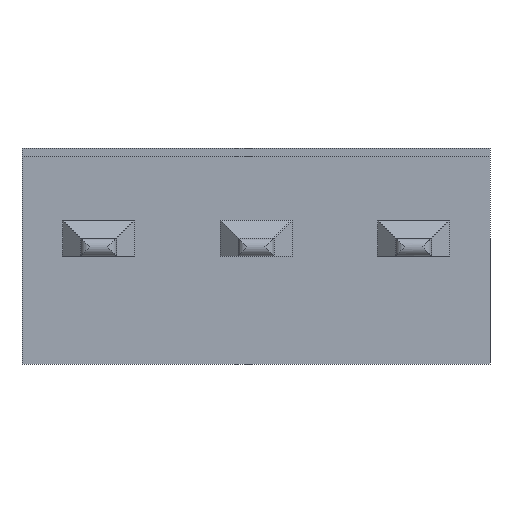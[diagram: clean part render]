
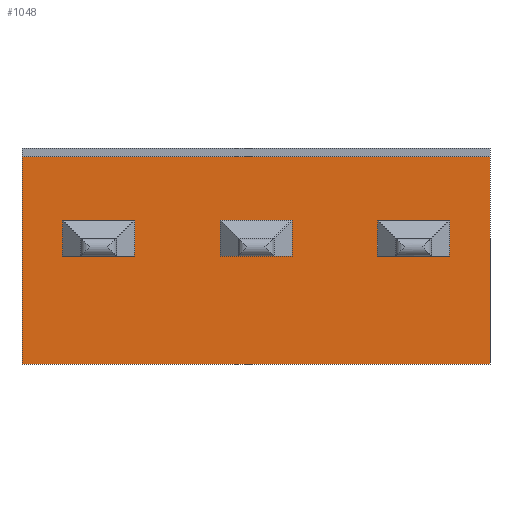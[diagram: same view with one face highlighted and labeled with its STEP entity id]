
A CAD part, front view. The second image highlights one B-rep face of the part: STEP entity #1048.
In plain terms, the highlighted planar face has unit normal (0, -1, 0).
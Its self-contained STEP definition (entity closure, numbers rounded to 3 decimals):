
#16=FACE_BOUND('',#182,.T.);
#17=FACE_BOUND('',#183,.T.);
#18=FACE_BOUND('',#184,.T.);
#62=PLANE('',#1144);
#121=FACE_OUTER_BOUND('',#181,.T.);
#181=EDGE_LOOP('',(#926,#927,#928,#929));
#182=EDGE_LOOP('',(#930,#931,#932,#933));
#183=EDGE_LOOP('',(#934,#935,#936,#937));
#184=EDGE_LOOP('',(#938,#939,#940,#941));
#201=LINE('',#1457,#331);
#214=LINE('',#1492,#344);
#227=LINE('',#1527,#357);
#254=LINE('',#1578,#384);
#257=LINE('',#1584,#387);
#260=LINE('',#1590,#390);
#266=LINE('',#1604,#396);
#267=LINE('',#1606,#397);
#268=LINE('',#1608,#398);
#269=LINE('',#1610,#399);
#270=LINE('',#1612,#400);
#271=LINE('',#1614,#401);
#303=LINE('',#1685,#433);
#310=LINE('',#1698,#440);
#311=LINE('',#1700,#441);
#312=LINE('',#1701,#442);
#331=VECTOR('',#1178,10.);
#344=VECTOR('',#1209,10.);
#357=VECTOR('',#1240,10.);
#384=VECTOR('',#1287,10.);
#387=VECTOR('',#1292,10.);
#390=VECTOR('',#1297,10.);
#396=VECTOR('',#1319,10.);
#397=VECTOR('',#1322,10.);
#398=VECTOR('',#1325,10.);
#399=VECTOR('',#1328,10.);
#400=VECTOR('',#1331,10.);
#401=VECTOR('',#1334,10.);
#433=VECTOR('',#1390,10.);
#440=VECTOR('',#1401,10.);
#441=VECTOR('',#1402,10.);
#442=VECTOR('',#1403,10.);
#474=VERTEX_POINT('',#1454);
#475=VERTEX_POINT('',#1456);
#487=VERTEX_POINT('',#1489);
#488=VERTEX_POINT('',#1491);
#500=VERTEX_POINT('',#1524);
#501=VERTEX_POINT('',#1526);
#514=VERTEX_POINT('',#1575);
#515=VERTEX_POINT('',#1577);
#516=VERTEX_POINT('',#1581);
#517=VERTEX_POINT('',#1583);
#518=VERTEX_POINT('',#1587);
#519=VERTEX_POINT('',#1589);
#545=VERTEX_POINT('',#1682);
#546=VERTEX_POINT('',#1684);
#550=VERTEX_POINT('',#1697);
#551=VERTEX_POINT('',#1699);
#567=EDGE_CURVE('',#475,#474,#201,.T.);
#584=EDGE_CURVE('',#488,#487,#214,.T.);
#601=EDGE_CURVE('',#501,#500,#227,.T.);
#628=EDGE_CURVE('',#515,#514,#254,.T.);
#631=EDGE_CURVE('',#517,#516,#257,.T.);
#634=EDGE_CURVE('',#519,#518,#260,.T.);
#640=EDGE_CURVE('',#474,#515,#266,.T.);
#641=EDGE_CURVE('',#514,#475,#267,.T.);
#642=EDGE_CURVE('',#487,#517,#268,.T.);
#643=EDGE_CURVE('',#516,#488,#269,.T.);
#644=EDGE_CURVE('',#500,#519,#270,.T.);
#645=EDGE_CURVE('',#518,#501,#271,.T.);
#679=EDGE_CURVE('',#546,#545,#303,.T.);
#686=EDGE_CURVE('',#545,#550,#310,.T.);
#687=EDGE_CURVE('',#551,#550,#311,.T.);
#688=EDGE_CURVE('',#546,#551,#312,.T.);
#926=ORIENTED_EDGE('',*,*,#679,.T.);
#927=ORIENTED_EDGE('',*,*,#686,.T.);
#928=ORIENTED_EDGE('',*,*,#687,.F.);
#929=ORIENTED_EDGE('',*,*,#688,.F.);
#930=ORIENTED_EDGE('',*,*,#641,.T.);
#931=ORIENTED_EDGE('',*,*,#567,.T.);
#932=ORIENTED_EDGE('',*,*,#640,.T.);
#933=ORIENTED_EDGE('',*,*,#628,.T.);
#934=ORIENTED_EDGE('',*,*,#643,.T.);
#935=ORIENTED_EDGE('',*,*,#584,.T.);
#936=ORIENTED_EDGE('',*,*,#642,.T.);
#937=ORIENTED_EDGE('',*,*,#631,.T.);
#938=ORIENTED_EDGE('',*,*,#645,.T.);
#939=ORIENTED_EDGE('',*,*,#601,.T.);
#940=ORIENTED_EDGE('',*,*,#644,.T.);
#941=ORIENTED_EDGE('',*,*,#634,.T.);
#1048=ADVANCED_FACE('',(#121,#16,#17,#18),#62,.T.);
#1144=AXIS2_PLACEMENT_3D('',#1696,#1399,#1400);
#1178=DIRECTION('',(-1.,0.,0.));
#1209=DIRECTION('',(-1.,0.,0.));
#1240=DIRECTION('',(-1.,0.,0.));
#1287=DIRECTION('',(1.,0.,0.));
#1292=DIRECTION('',(1.,0.,0.));
#1297=DIRECTION('',(1.,0.,0.));
#1319=DIRECTION('',(0.,0.,1.));
#1322=DIRECTION('',(0.,0.,-1.));
#1325=DIRECTION('',(0.,0.,1.));
#1328=DIRECTION('',(0.,0.,-1.));
#1331=DIRECTION('',(0.,0.,1.));
#1334=DIRECTION('',(0.,0.,-1.));
#1390=DIRECTION('',(0.,0.,-1.));
#1399=DIRECTION('center_axis',(0.,-1.,0.));
#1400=DIRECTION('ref_axis',(0.,0.,-1.));
#1401=DIRECTION('',(1.,0.,0.));
#1402=DIRECTION('',(0.,0.,-1.));
#1403=DIRECTION('',(1.,0.,0.));
#1454=CARTESIAN_POINT('',(0.9,0.,-2.2));
#1456=CARTESIAN_POINT('',(2.5,0.,-2.2));
#1457=CARTESIAN_POINT('',(0.45,0.,-2.2));
#1489=CARTESIAN_POINT('',(4.4,0.,-2.2));
#1491=CARTESIAN_POINT('',(6.,0.,-2.2));
#1492=CARTESIAN_POINT('',(2.2,0.,-2.2));
#1524=CARTESIAN_POINT('',(7.9,0.,-2.2));
#1526=CARTESIAN_POINT('',(9.5,0.,-2.2));
#1527=CARTESIAN_POINT('',(3.95,0.,-2.2));
#1575=CARTESIAN_POINT('',(2.5,0.,-1.4));
#1577=CARTESIAN_POINT('',(0.9,0.,-1.4));
#1578=CARTESIAN_POINT('',(1.25,0.,-1.4));
#1581=CARTESIAN_POINT('',(6.,0.,-1.4));
#1583=CARTESIAN_POINT('',(4.4,0.,-1.4));
#1584=CARTESIAN_POINT('',(3.,0.,-1.4));
#1587=CARTESIAN_POINT('',(9.5,0.,-1.4));
#1589=CARTESIAN_POINT('',(7.9,0.,-1.4));
#1590=CARTESIAN_POINT('',(4.75,0.,-1.4));
#1604=CARTESIAN_POINT('',(0.9,0.,-0.9));
#1606=CARTESIAN_POINT('',(2.5,0.,-0.9));
#1608=CARTESIAN_POINT('',(4.4,0.,-0.9));
#1610=CARTESIAN_POINT('',(6.,0.,-0.9));
#1612=CARTESIAN_POINT('',(7.9,0.,-0.9));
#1614=CARTESIAN_POINT('',(9.5,0.,-0.9));
#1682=CARTESIAN_POINT('',(0.,0.,-4.6));
#1684=CARTESIAN_POINT('',(0.,0.,0.));
#1685=CARTESIAN_POINT('',(0.,0.,0.));
#1696=CARTESIAN_POINT('Origin',(0.,0.,0.));
#1697=CARTESIAN_POINT('',(10.4,0.,-4.6));
#1698=CARTESIAN_POINT('',(0.,0.,-4.6));
#1699=CARTESIAN_POINT('',(10.4,0.,0.));
#1700=CARTESIAN_POINT('',(10.4,0.,0.));
#1701=CARTESIAN_POINT('',(0.,0.,0.));
